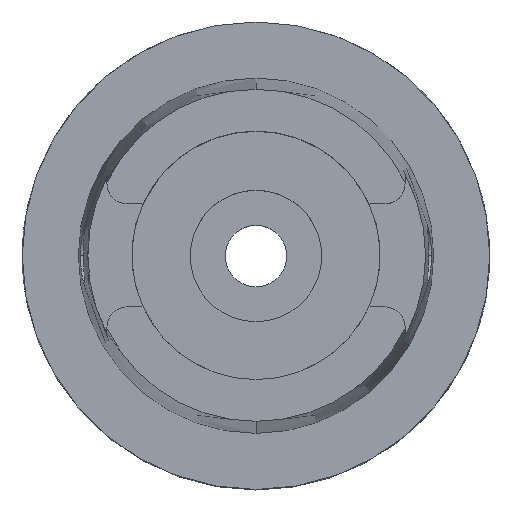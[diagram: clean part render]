
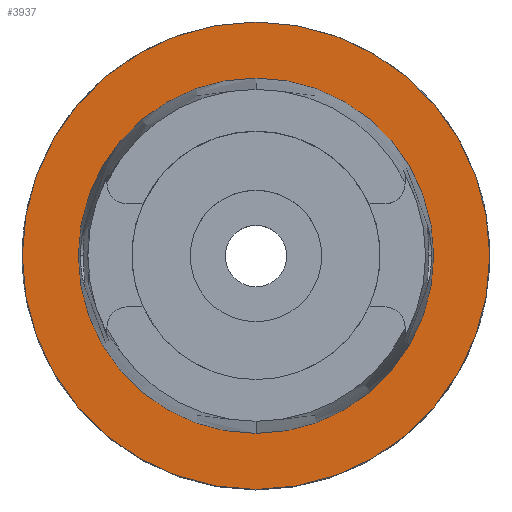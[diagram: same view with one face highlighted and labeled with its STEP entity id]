
A CAD part, top view. The second image highlights one B-rep face of the part: STEP entity #3937.
In plain terms, the highlighted planar face has unit normal (0, 0, 1).
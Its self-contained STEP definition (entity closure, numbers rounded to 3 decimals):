
#1914=CARTESIAN_POINT('',(0.,0.,0.));
#1915=DIRECTION('',(0.,0.,-1.));
#1916=DIRECTION('',(0.,-1.,0.));
#1917=AXIS2_PLACEMENT_3D('',#1914,#1915,#1916);
#1922=CARTESIAN_POINT('',(0.,0.,0.));
#1923=DIRECTION('',(0.,0.,-1.));
#1924=DIRECTION('',(0.,1.,0.));
#1925=AXIS2_PLACEMENT_3D('',#1922,#1923,#1924);
#1930=CARTESIAN_POINT('',(0.,0.,0.));
#1931=DIRECTION('',(0.,0.,1.));
#1932=DIRECTION('',(0.,-1.,0.));
#1933=AXIS2_PLACEMENT_3D('',#1930,#1931,#1932);
#1938=CARTESIAN_POINT('',(0.,0.,0.));
#1939=DIRECTION('',(0.,0.,1.));
#1940=DIRECTION('',(0.,1.,0.));
#1941=AXIS2_PLACEMENT_3D('',#1938,#1939,#1940);
#2282=CARTESIAN_POINT('',(0.,-12.16,0.));
#2283=VERTEX_POINT('',#2282);
#2284=CARTESIAN_POINT('',(0.,12.16,0.));
#2285=VERTEX_POINT('',#2284);
#2540=CARTESIAN_POINT('',(0.,16.,0.));
#2541=VERTEX_POINT('',#2540);
#2542=CARTESIAN_POINT('',(0.,-16.,0.));
#2543=VERTEX_POINT('',#2542);
#3924=CARTESIAN_POINT('',(0.,0.,0.));
#3925=DIRECTION('',(0.,0.,-1.));
#3926=DIRECTION('',(0.,-1.,0.));
#3927=AXIS2_PLACEMENT_3D('',#3924,#3925,#3926);
#3928=PLANE('',#3927);
#3929=ORIENTED_EDGE('',*,*,#3906,.T.);
#3930=ORIENTED_EDGE('',*,*,#3796,.T.);
#3931=EDGE_LOOP('',(#3929,#3930));
#3932=FACE_OUTER_BOUND('',#3931,.F.);
#3933=ORIENTED_EDGE('',*,*,#2737,.T.);
#3934=ORIENTED_EDGE('',*,*,#2710,.T.);
#3935=EDGE_LOOP('',(#3933,#3934));
#3936=FACE_BOUND('',#3935,.F.);
#1918=CIRCLE('',#1917,16.);
#1926=CIRCLE('',#1925,16.);
#1934=CIRCLE('',#1933,12.16);
#1942=CIRCLE('',#1941,12.16);
#2710=EDGE_CURVE('',#2285,#2283,#1942,.T.);
#2737=EDGE_CURVE('',#2283,#2285,#1934,.T.);
#3796=EDGE_CURVE('',#2541,#2543,#1926,.T.);
#3906=EDGE_CURVE('',#2543,#2541,#1918,.T.);
#3937=ADVANCED_FACE('',(#3932,#3936),#3928,.F.);
